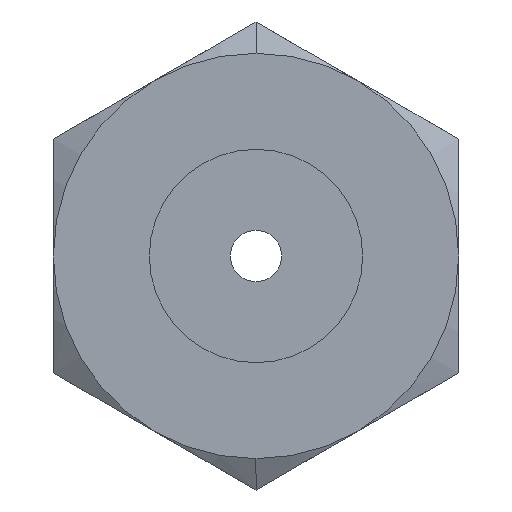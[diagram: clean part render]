
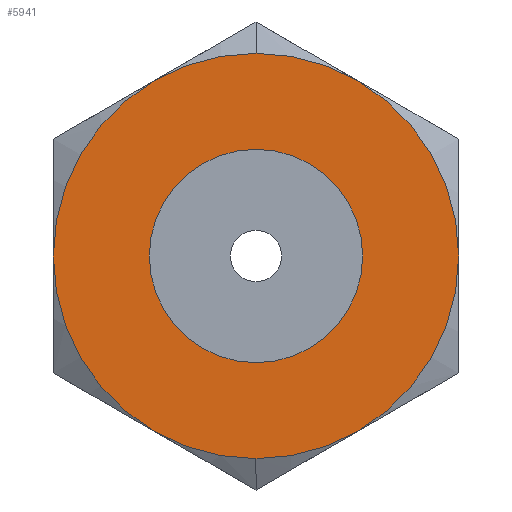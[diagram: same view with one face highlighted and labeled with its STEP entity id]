
A CAD part, left-side view. The second image highlights one B-rep face of the part: STEP entity #5941.
In plain terms, the highlighted planar face has unit normal (-1, 0, 0).
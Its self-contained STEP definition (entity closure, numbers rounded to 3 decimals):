
#176 = ORIENTED_EDGE ( 'NONE', *, *, #6071, .T. ) ;
#178 = CARTESIAN_POINT ( 'NONE',  ( 0., 0., 0. ) ) ;
#217 = AXIS2_PLACEMENT_3D ( 'NONE', #3503, #4792, #2796 ) ;
#315 = FACE_BOUND ( 'NONE', #6265, .T. ) ;
#754 = DIRECTION ( 'NONE',  ( 1., 0., 0. ) ) ;
#868 = CARTESIAN_POINT ( 'NONE',  ( 0., 0., 0. ) ) ;
#871 = ORIENTED_EDGE ( 'NONE', *, *, #2520, .F. ) ;
#918 = VERTEX_POINT ( 'NONE', #4199 ) ;
#1375 = VERTEX_POINT ( 'NONE', #3950 ) ;
#1441 = CARTESIAN_POINT ( 'NONE',  ( 0., 0., -9.5 ) ) ;
#1831 = CARTESIAN_POINT ( 'NONE',  ( 0., 0., 9.5 ) ) ;
#2098 = CARTESIAN_POINT ( 'NONE',  ( 0., 0., 0. ) ) ;
#2258 = DIRECTION ( 'NONE',  ( 1., 0., 0. ) ) ;
#2520 = EDGE_CURVE ( 'NONE', #5673, #7620, #8085, .T. ) ;
#2540 = FACE_OUTER_BOUND ( 'NONE', #7239, .T. ) ;
#2796 = DIRECTION ( 'NONE',  ( 0., 0., -1. ) ) ;
#2801 = CIRCLE ( 'NONE', #2949, 5. ) ;
#2949 = AXIS2_PLACEMENT_3D ( 'NONE', #2098, #754, #6184 ) ;
#3375 = EDGE_CURVE ( 'NONE', #7620, #5673, #4952, .T. ) ;
#3503 = CARTESIAN_POINT ( 'NONE',  ( 0., 0., 0. ) ) ;
#3587 = DIRECTION ( 'NONE',  ( 0., 0., 1. ) ) ;
#3716 = ORIENTED_EDGE ( 'NONE', *, *, #4813, .T. ) ;
#3950 = CARTESIAN_POINT ( 'NONE',  ( 0., 0., -5. ) ) ;
#4199 = CARTESIAN_POINT ( 'NONE',  ( 0., 0., 5. ) ) ;
#4262 = AXIS2_PLACEMENT_3D ( 'NONE', #868, #2258, #3587 ) ;
#4703 = CARTESIAN_POINT ( 'NONE',  ( 0., 0., 4.75 ) ) ;
#4792 = DIRECTION ( 'NONE',  ( 1., 0., 0. ) ) ;
#4813 = EDGE_CURVE ( 'NONE', #918, #1375, #2801, .T. ) ;
#4952 = CIRCLE ( 'NONE', #5226, 9.5 ) ;
#5024 = DIRECTION ( 'NONE',  ( 1., 0., 0. ) ) ;
#5226 = AXIS2_PLACEMENT_3D ( 'NONE', #178, #5024, #5641 ) ;
#5424 = ORIENTED_EDGE ( 'NONE', *, *, #3375, .F. ) ;
#5641 = DIRECTION ( 'NONE',  ( 0., 0., -1. ) ) ;
#5673 = VERTEX_POINT ( 'NONE', #1831 ) ;
#5941 = ADVANCED_FACE ( 'NONE', ( #315, #2540 ), #8645, .T. ) ;
#6071 = EDGE_CURVE ( 'NONE', #1375, #918, #6323, .T. ) ;
#6176 = AXIS2_PLACEMENT_3D ( 'NONE', #4703, #7232, #8114 ) ;
#6184 = DIRECTION ( 'NONE',  ( 0., 0., 1. ) ) ;
#6265 = EDGE_LOOP ( 'NONE', ( #176, #3716 ) ) ;
#6323 = CIRCLE ( 'NONE', #217, 5. ) ;
#7232 = DIRECTION ( 'NONE',  ( -1., 0., 0. ) ) ;
#7239 = EDGE_LOOP ( 'NONE', ( #871, #5424 ) ) ;
#7620 = VERTEX_POINT ( 'NONE', #1441 ) ;
#8085 = CIRCLE ( 'NONE', #4262, 9.5 ) ;
#8114 = DIRECTION ( 'NONE',  ( 0., 0., 1. ) ) ;
#8645 = PLANE ( 'NONE',  #6176 ) ;
